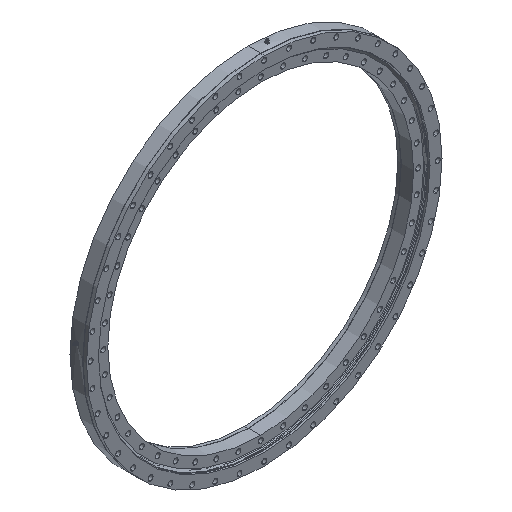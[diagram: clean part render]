
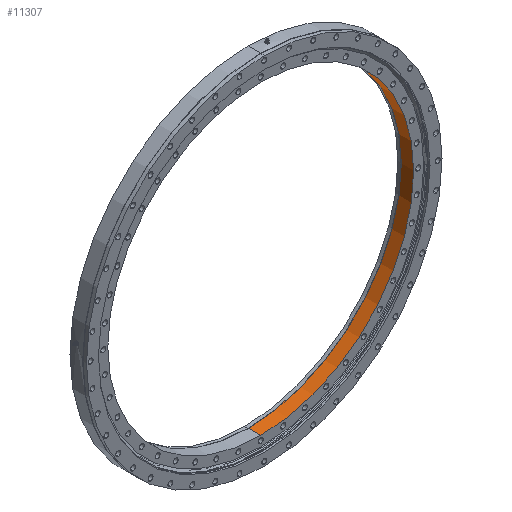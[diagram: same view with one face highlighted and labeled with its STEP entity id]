
A CAD part, isometric view. The second image highlights one B-rep face of the part: STEP entity #11307.
In plain terms, the highlighted cylindrical face has radius 436 mm (diameter 872 mm), a partial arc.
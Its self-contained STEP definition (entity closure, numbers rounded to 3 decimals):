
#976 = CYLINDRICAL_SURFACE ( 'NONE', #8429, 436. ) ;
#1243 = EDGE_CURVE ( 'NONE', #9415, #4770, #6847, .T. ) ;
#1252 = FACE_OUTER_BOUND ( 'NONE', #7416, .T. ) ;
#1635 = CARTESIAN_POINT ( 'NONE',  ( 0., 18., 0. ) ) ;
#2512 = DIRECTION ( 'NONE',  ( 0., 0., 1. ) ) ;
#2792 = VECTOR ( 'NONE', #6669, 1000. ) ;
#2917 = CARTESIAN_POINT ( 'NONE',  ( 0., 31.029, -436. ) ) ;
#2923 = EDGE_CURVE ( 'NONE', #6312, #4770, #7444, .T. ) ;
#3661 = AXIS2_PLACEMENT_3D ( 'NONE', #9917, #4662, #10786 ) ;
#3790 = CARTESIAN_POINT ( 'NONE',  ( 0., 18., 436. ) ) ;
#3797 = DIRECTION ( 'NONE',  ( 0., 1., 0. ) ) ;
#3893 = CARTESIAN_POINT ( 'NONE',  ( 0., 31.029, 436. ) ) ;
#4662 = DIRECTION ( 'NONE',  ( 0., 1., 0. ) ) ;
#4770 = VERTEX_POINT ( 'NONE', #3790 ) ;
#5042 = LINE ( 'NONE', #2917, #9141 ) ;
#5351 = ORIENTED_EDGE ( 'NONE', *, *, #1243, .F. ) ;
#5691 = ORIENTED_EDGE ( 'NONE', *, *, #10088, .F. ) ;
#6312 = VERTEX_POINT ( 'NONE', #9263 ) ;
#6510 = CARTESIAN_POINT ( 'NONE',  ( 0., -18., -436. ) ) ;
#6669 = DIRECTION ( 'NONE',  ( 0., 1., 0. ) ) ;
#6847 = CIRCLE ( 'NONE', #9235, 436. ) ;
#6928 = VERTEX_POINT ( 'NONE', #6510 ) ;
#7137 = DIRECTION ( 'NONE',  ( 0., 0., 1. ) ) ;
#7290 = ORIENTED_EDGE ( 'NONE', *, *, #2923, .T. ) ;
#7416 = EDGE_LOOP ( 'NONE', ( #10378, #5691, #7290, #5351 ) ) ;
#7444 = LINE ( 'NONE', #3893, #2792 ) ;
#7614 = CARTESIAN_POINT ( 'NONE',  ( 0., 18., -436. ) ) ;
#7738 = DIRECTION ( 'NONE',  ( 0., -1., 0. ) ) ;
#7980 = CARTESIAN_POINT ( 'NONE',  ( 0., 31.029, 0. ) ) ;
#8429 = AXIS2_PLACEMENT_3D ( 'NONE', #7980, #9793, #7137 ) ;
#8578 = EDGE_CURVE ( 'NONE', #6928, #9415, #5042, .T. ) ;
#9141 = VECTOR ( 'NONE', #3797, 1000. ) ;
#9235 = AXIS2_PLACEMENT_3D ( 'NONE', #1635, #7738, #2512 ) ;
#9263 = CARTESIAN_POINT ( 'NONE',  ( 0., -18., 436. ) ) ;
#9415 = VERTEX_POINT ( 'NONE', #7614 ) ;
#9793 = DIRECTION ( 'NONE',  ( 0., 1., 0. ) ) ;
#9881 = CIRCLE ( 'NONE', #3661, 436. ) ;
#9917 = CARTESIAN_POINT ( 'NONE',  ( 0., -18., 0. ) ) ;
#10088 = EDGE_CURVE ( 'NONE', #6312, #6928, #9881, .T. ) ;
#10378 = ORIENTED_EDGE ( 'NONE', *, *, #8578, .F. ) ;
#10786 = DIRECTION ( 'NONE',  ( 0., 0., 1. ) ) ;
#11307 = ADVANCED_FACE ( 'NONE', ( #1252 ), #976, .F. ) ;
